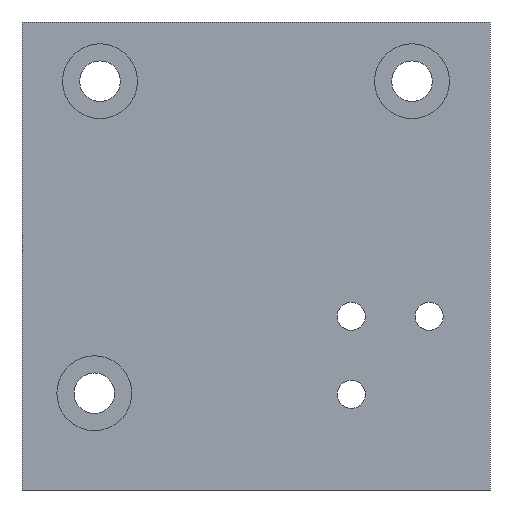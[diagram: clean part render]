
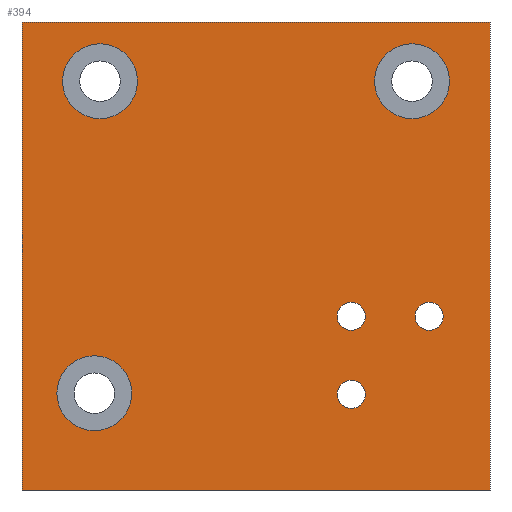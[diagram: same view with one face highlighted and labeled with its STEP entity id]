
A CAD part, left-side view. The second image highlights one B-rep face of the part: STEP entity #394.
In plain terms, the highlighted planar face has unit normal (-1, 0, 0).
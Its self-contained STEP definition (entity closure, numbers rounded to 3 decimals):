
#27=LINE('',#661,#51);
#31=LINE('',#669,#55);
#34=LINE('',#675,#58);
#37=LINE('',#680,#61);
#51=VECTOR('',#557,10.);
#55=VECTOR('',#563,10.);
#58=VECTOR('',#568,10.);
#61=VECTOR('',#573,10.);
#87=FACE_BOUND('',#153,.T.);
#88=FACE_BOUND('',#154,.T.);
#89=FACE_BOUND('',#155,.T.);
#90=FACE_BOUND('',#156,.T.);
#91=FACE_BOUND('',#157,.T.);
#92=FACE_BOUND('',#158,.T.);
#116=FACE_OUTER_BOUND('',#152,.T.);
#152=EDGE_LOOP('',(#349,#350,#351,#352));
#153=EDGE_LOOP('',(#353));
#154=EDGE_LOOP('',(#354));
#155=EDGE_LOOP('',(#355));
#156=EDGE_LOOP('',(#356));
#157=EDGE_LOOP('',(#357));
#158=EDGE_LOOP('',(#358));
#162=CIRCLE('',#415,2.25);
#166=CIRCLE('',#422,2.25);
#170=CIRCLE('',#429,2.25);
#173=CIRCLE('',#434,6.);
#177=CIRCLE('',#441,6.);
#181=CIRCLE('',#448,6.);
#186=VERTEX_POINT('',#590);
#190=VERTEX_POINT('',#603);
#194=VERTEX_POINT('',#616);
#197=VERTEX_POINT('',#625);
#201=VERTEX_POINT('',#638);
#205=VERTEX_POINT('',#651);
#207=VERTEX_POINT('',#659);
#208=VERTEX_POINT('',#660);
#211=VERTEX_POINT('',#668);
#213=VERTEX_POINT('',#674);
#220=EDGE_CURVE('',#186,#186,#162,.T.);
#226=EDGE_CURVE('',#190,#190,#166,.T.);
#232=EDGE_CURVE('',#194,#194,#170,.T.);
#235=EDGE_CURVE('',#197,#197,#173,.T.);
#241=EDGE_CURVE('',#201,#201,#177,.T.);
#247=EDGE_CURVE('',#205,#205,#181,.T.);
#251=EDGE_CURVE('',#207,#208,#27,.T.);
#255=EDGE_CURVE('',#208,#211,#31,.T.);
#258=EDGE_CURVE('',#211,#213,#34,.T.);
#261=EDGE_CURVE('',#213,#207,#37,.T.);
#349=ORIENTED_EDGE('',*,*,#261,.T.);
#350=ORIENTED_EDGE('',*,*,#251,.T.);
#351=ORIENTED_EDGE('',*,*,#255,.T.);
#352=ORIENTED_EDGE('',*,*,#258,.T.);
#353=ORIENTED_EDGE('',*,*,#220,.T.);
#354=ORIENTED_EDGE('',*,*,#226,.T.);
#355=ORIENTED_EDGE('',*,*,#232,.T.);
#356=ORIENTED_EDGE('',*,*,#235,.T.);
#357=ORIENTED_EDGE('',*,*,#241,.T.);
#358=ORIENTED_EDGE('',*,*,#247,.T.);
#370=PLANE('',#456);
#394=ADVANCED_FACE('',(#116,#87,#88,#89,#90,#91,#92),#370,.F.);
#415=AXIS2_PLACEMENT_3D('',#592,#473,#474);
#422=AXIS2_PLACEMENT_3D('',#605,#489,#490);
#429=AXIS2_PLACEMENT_3D('',#618,#505,#506);
#434=AXIS2_PLACEMENT_3D('',#626,#515,#516);
#441=AXIS2_PLACEMENT_3D('',#639,#531,#532);
#448=AXIS2_PLACEMENT_3D('',#652,#547,#548);
#456=AXIS2_PLACEMENT_3D('',#683,#577,#578);
#473=DIRECTION('center_axis',(1.,0.,0.));
#474=DIRECTION('ref_axis',(0.,1.,0.));
#489=DIRECTION('center_axis',(1.,0.,0.));
#490=DIRECTION('ref_axis',(0.,1.,0.));
#505=DIRECTION('center_axis',(1.,0.,0.));
#506=DIRECTION('ref_axis',(0.,1.,0.));
#515=DIRECTION('center_axis',(1.,0.,0.));
#516=DIRECTION('ref_axis',(0.,-1.,0.));
#531=DIRECTION('center_axis',(1.,0.,0.));
#532=DIRECTION('ref_axis',(0.,-1.,0.));
#547=DIRECTION('center_axis',(1.,0.,0.));
#548=DIRECTION('ref_axis',(0.,-1.,0.));
#557=DIRECTION('',(0.,0.,1.));
#563=DIRECTION('',(0.,1.,0.));
#568=DIRECTION('',(0.,0.,-1.));
#573=DIRECTION('',(0.,-1.,0.));
#577=DIRECTION('center_axis',(1.,0.,0.));
#578=DIRECTION('ref_axis',(0.,1.,0.));
#590=CARTESIAN_POINT('',(0.,-25.908,-12.421));
#592=CARTESIAN_POINT('Origin',(0.,-23.658,-12.421));
#603=CARTESIAN_POINT('',(0.,-13.417,-24.929));
#605=CARTESIAN_POINT('Origin',(0.,-11.167,-24.929));
#616=CARTESIAN_POINT('',(0.,-13.412,-12.421));
#618=CARTESIAN_POINT('Origin',(0.,-11.162,-12.421));
#625=CARTESIAN_POINT('',(0.,36.,-24.75));
#626=CARTESIAN_POINT('Origin',(0.,30.,-24.75));
#638=CARTESIAN_POINT('',(0.,35.093,25.25));
#639=CARTESIAN_POINT('Origin',(0.,29.093,25.25));
#651=CARTESIAN_POINT('',(0.,-14.907,25.25));
#652=CARTESIAN_POINT('Origin',(0.,-20.907,25.25));
#659=CARTESIAN_POINT('',(0.,-33.407,-40.255));
#660=CARTESIAN_POINT('',(0.,-33.407,34.745));
#661=CARTESIAN_POINT('',(0.,-33.407,-40.255));
#668=CARTESIAN_POINT('',(0.,41.593,34.745));
#669=CARTESIAN_POINT('',(0.,-33.407,34.745));
#674=CARTESIAN_POINT('',(0.,41.593,-40.255));
#675=CARTESIAN_POINT('',(0.,41.593,34.745));
#680=CARTESIAN_POINT('',(0.,41.593,-40.255));
#683=CARTESIAN_POINT('Origin',(0.,4.093,-2.755));
